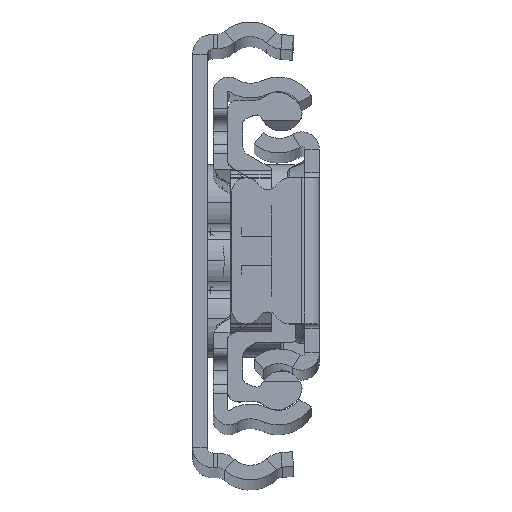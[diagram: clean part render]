
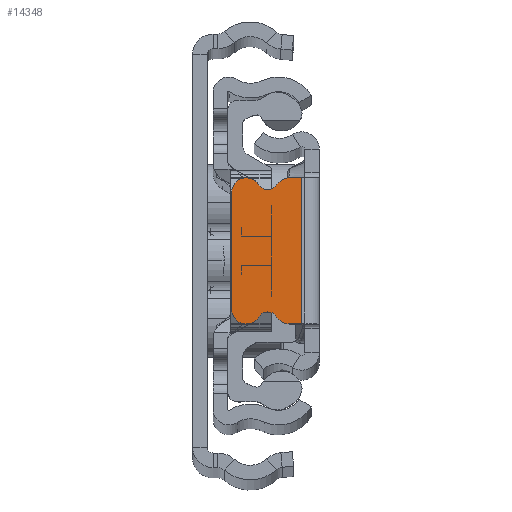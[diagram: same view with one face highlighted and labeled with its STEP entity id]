
A CAD part, top view. The second image highlights one B-rep face of the part: STEP entity #14348.
In plain terms, the highlighted planar face has unit normal (0, 0, 1).
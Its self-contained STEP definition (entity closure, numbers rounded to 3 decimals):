
#453 = ORIENTED_EDGE ( 'NONE', *, *, #18899, .T. ) ;
#815 = CARTESIAN_POINT ( 'NONE',  ( -7.5, -7.5, 0. ) ) ;
#827 = LINE ( 'NONE', #17225, #15816 ) ;
#1488 = DIRECTION ( 'NONE',  ( 0., 0., -1. ) ) ;
#1553 = CARTESIAN_POINT ( 'NONE',  ( -4.355, -6.79, 0. ) ) ;
#1599 = DIRECTION ( 'NONE',  ( 0., 0., 1. ) ) ;
#1941 = EDGE_CURVE ( 'NONE', #10058, #8477, #18878, .T. ) ;
#1990 = CIRCLE ( 'NONE', #19795, 1.5 ) ;
#2216 = CARTESIAN_POINT ( 'NONE',  ( -5.29, 7.37, 0. ) ) ;
#2388 = CIRCLE ( 'NONE', #19511, 1.5 ) ;
#2534 = DIRECTION ( 'NONE',  ( 0., -1., 0. ) ) ;
#2768 = ORIENTED_EDGE ( 'NONE', *, *, #20025, .T. ) ;
#2950 = CARTESIAN_POINT ( 'NONE',  ( -1.8, 7.5, 0. ) ) ;
#2983 = EDGE_CURVE ( 'NONE', #14280, #12636, #827, .T. ) ;
#3094 = VERTEX_POINT ( 'NONE', #1553 ) ;
#3164 = DIRECTION ( 'NONE',  ( -1., 0., 0. ) ) ;
#3230 = DIRECTION ( 'NONE',  ( 0., 1., 0. ) ) ;
#3250 = VECTOR ( 'NONE', #19608, 1000. ) ;
#3559 = CIRCLE ( 'NONE', #12806, 1.5 ) ;
#3910 = AXIS2_PLACEMENT_3D ( 'NONE', #9626, #1599, #9945 ) ;
#3923 = DIRECTION ( 'NONE',  ( 0., 0., -1. ) ) ;
#4244 = VERTEX_POINT ( 'NONE', #12818 ) ;
#4330 = ORIENTED_EDGE ( 'NONE', *, *, #9260, .T. ) ;
#4391 = CARTESIAN_POINT ( 'NONE',  ( -4.355, 6.79, 0. ) ) ;
#4723 = CARTESIAN_POINT ( 'NONE',  ( -5.29, 7.37, 0. ) ) ;
#4731 = DIRECTION ( 'NONE',  ( 0., 1., 0. ) ) ;
#4763 = AXIS2_PLACEMENT_3D ( 'NONE', #2216, #3923, #8849 ) ;
#4764 = LINE ( 'NONE', #10999, #16633 ) ;
#5080 = VERTEX_POINT ( 'NONE', #11056 ) ;
#5297 = AXIS2_PLACEMENT_3D ( 'NONE', #4723, #11272, #3230 ) ;
#5491 = VERTEX_POINT ( 'NONE', #15538 ) ;
#5560 = CARTESIAN_POINT ( 'NONE',  ( -6.225, 6.79, 0. ) ) ;
#5640 = LINE ( 'NONE', #12183, #19363 ) ;
#5822 = ORIENTED_EDGE ( 'NONE', *, *, #9174, .T. ) ;
#5937 = FACE_OUTER_BOUND ( 'NONE', #12124, .T. ) ;
#6038 = PLANE ( 'NONE',  #15035 ) ;
#6197 = DIRECTION ( 'NONE',  ( 0., 1., 0. ) ) ;
#6552 = CARTESIAN_POINT ( 'NONE',  ( -3.08, 6., 0. ) ) ;
#6645 = DIRECTION ( 'NONE',  ( 0., 1., 0. ) ) ;
#7268 = CARTESIAN_POINT ( 'NONE',  ( -1.8, -7.5, 0. ) ) ;
#7542 = AXIS2_PLACEMENT_3D ( 'NONE', #13092, #19646, #6645 ) ;
#7602 = CARTESIAN_POINT ( 'NONE',  ( -7.5, 6., 0. ) ) ;
#7661 = CARTESIAN_POINT ( 'NONE',  ( 593.5, -10.425, 0. ) ) ;
#8031 = ORIENTED_EDGE ( 'NONE', *, *, #17662, .T. ) ;
#8477 = VERTEX_POINT ( 'NONE', #815 ) ;
#8490 = CIRCLE ( 'NONE', #13993, 1.1 ) ;
#8849 = DIRECTION ( 'NONE',  ( 0., 1., 0. ) ) ;
#9096 = ORIENTED_EDGE ( 'NONE', *, *, #20851, .T. ) ;
#9174 = EDGE_CURVE ( 'NONE', #13679, #17031, #3559, .T. ) ;
#9260 = EDGE_CURVE ( 'NONE', #3094, #4244, #11437, .T. ) ;
#9356 = CARTESIAN_POINT ( 'NONE',  ( -7.5, -6., 0. ) ) ;
#9626 = CARTESIAN_POINT ( 'NONE',  ( -3.08, -6., 0. ) ) ;
#9793 = ORIENTED_EDGE ( 'NONE', *, *, #2983, .F. ) ;
#9945 = DIRECTION ( 'NONE',  ( 0., 1., 0. ) ) ;
#10058 = VERTEX_POINT ( 'NONE', #14083 ) ;
#10210 = EDGE_CURVE ( 'NONE', #15031, #5080, #18337, .T. ) ;
#10999 = CARTESIAN_POINT ( 'NONE',  ( 0.7, 7.5, 0. ) ) ;
#11056 = CARTESIAN_POINT ( 'NONE',  ( -5.29, 6.27, 0. ) ) ;
#11272 = DIRECTION ( 'NONE',  ( 0., 0., -1. ) ) ;
#11437 = CIRCLE ( 'NONE', #3910, 1.5 ) ;
#11772 = CARTESIAN_POINT ( 'NONE',  ( -9., 6., 0. ) ) ;
#12124 = EDGE_LOOP ( 'NONE', ( #9793, #453, #2768, #17429, #15757, #5822, #19759, #17532, #14334, #9096, #4330, #8031 ) ) ;
#12183 = CARTESIAN_POINT ( 'NONE',  ( 0.7, -7.5, 0. ) ) ;
#12495 = DIRECTION ( 'NONE',  ( 0., 0., 1. ) ) ;
#12596 = DIRECTION ( 'NONE',  ( 0., 1., 0. ) ) ;
#12636 = VERTEX_POINT ( 'NONE', #7268 ) ;
#12710 = DIRECTION ( 'NONE',  ( 1., 0., 0. ) ) ;
#12806 = AXIS2_PLACEMENT_3D ( 'NONE', #7602, #20690, #6197 ) ;
#12818 = CARTESIAN_POINT ( 'NONE',  ( -3.08, -7.5, 0. ) ) ;
#12999 = DIRECTION ( 'NONE',  ( 0., 0., 1. ) ) ;
#13092 = CARTESIAN_POINT ( 'NONE',  ( -7.5, -6., 0. ) ) ;
#13679 = VERTEX_POINT ( 'NONE', #5560 ) ;
#13993 = AXIS2_PLACEMENT_3D ( 'NONE', #17788, #1488, #14679 ) ;
#14083 = CARTESIAN_POINT ( 'NONE',  ( -9., -6., 0. ) ) ;
#14207 = EDGE_CURVE ( 'NONE', #5080, #13679, #17108, .T. ) ;
#14280 = VERTEX_POINT ( 'NONE', #2950 ) ;
#14334 = ORIENTED_EDGE ( 'NONE', *, *, #15682, .T. ) ;
#14348 = ADVANCED_FACE ( 'NONE', ( #5937 ), #6038, .T. ) ;
#14543 = CARTESIAN_POINT ( 'NONE',  ( -3.08, 7.5, 0. ) ) ;
#14679 = DIRECTION ( 'NONE',  ( 0., 1., 0. ) ) ;
#15031 = VERTEX_POINT ( 'NONE', #4391 ) ;
#15035 = AXIS2_PLACEMENT_3D ( 'NONE', #7661, #12495, #12596 ) ;
#15356 = VERTEX_POINT ( 'NONE', #14543 ) ;
#15538 = CARTESIAN_POINT ( 'NONE',  ( -6.225, -6.79, 0. ) ) ;
#15682 = EDGE_CURVE ( 'NONE', #8477, #5491, #2388, .T. ) ;
#15703 = DIRECTION ( 'NONE',  ( 0., 0., 1. ) ) ;
#15757 = ORIENTED_EDGE ( 'NONE', *, *, #14207, .T. ) ;
#15816 = VECTOR ( 'NONE', #2534, 1000. ) ;
#15911 = DIRECTION ( 'NONE',  ( 0., 1., 0. ) ) ;
#16285 = LINE ( 'NONE', #11772, #3250 ) ;
#16633 = VECTOR ( 'NONE', #3164, 1000. ) ;
#17031 = VERTEX_POINT ( 'NONE', #18024 ) ;
#17108 = CIRCLE ( 'NONE', #4763, 1.1 ) ;
#17225 = CARTESIAN_POINT ( 'NONE',  ( -1.8, -10.425, 0. ) ) ;
#17409 = EDGE_CURVE ( 'NONE', #17031, #10058, #16285, .T. ) ;
#17429 = ORIENTED_EDGE ( 'NONE', *, *, #10210, .T. ) ;
#17532 = ORIENTED_EDGE ( 'NONE', *, *, #1941, .T. ) ;
#17662 = EDGE_CURVE ( 'NONE', #4244, #12636, #5640, .T. ) ;
#17788 = CARTESIAN_POINT ( 'NONE',  ( -5.29, -7.37, 0. ) ) ;
#18024 = CARTESIAN_POINT ( 'NONE',  ( -9., 6., 0. ) ) ;
#18337 = CIRCLE ( 'NONE', #5297, 1.1 ) ;
#18878 = CIRCLE ( 'NONE', #7542, 1.5 ) ;
#18899 = EDGE_CURVE ( 'NONE', #14280, #15356, #4764, .T. ) ;
#19363 = VECTOR ( 'NONE', #12710, 1000. ) ;
#19511 = AXIS2_PLACEMENT_3D ( 'NONE', #9356, #15703, #15911 ) ;
#19608 = DIRECTION ( 'NONE',  ( 0., -1., 0. ) ) ;
#19646 = DIRECTION ( 'NONE',  ( 0., 0., 1. ) ) ;
#19759 = ORIENTED_EDGE ( 'NONE', *, *, #17409, .T. ) ;
#19795 = AXIS2_PLACEMENT_3D ( 'NONE', #6552, #12999, #4731 ) ;
#20025 = EDGE_CURVE ( 'NONE', #15356, #15031, #1990, .T. ) ;
#20690 = DIRECTION ( 'NONE',  ( 0., 0., 1. ) ) ;
#20851 = EDGE_CURVE ( 'NONE', #5491, #3094, #8490, .T. ) ;
